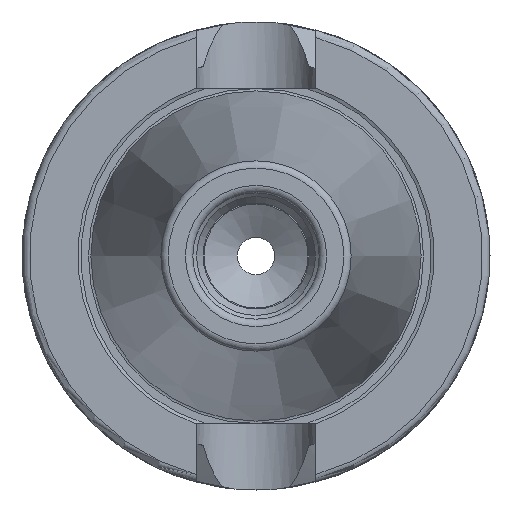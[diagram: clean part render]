
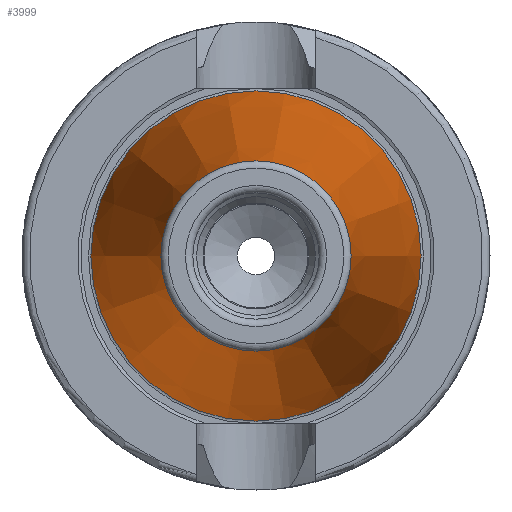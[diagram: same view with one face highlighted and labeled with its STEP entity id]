
A CAD part, left-side view. The second image highlights one B-rep face of the part: STEP entity #3999.
In plain terms, the highlighted conical face has half-angle 8.297 degrees and reference radius 17.519 mm.
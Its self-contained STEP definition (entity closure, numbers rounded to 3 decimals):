
#3965=CARTESIAN_POINT('',(-64.544,12.812,0.0));
#3966=VERTEX_POINT('',#3965);
#3967=CARTESIAN_POINT('',(-64.544,0.0,0.0));
#3968=DIRECTION('',(1.0,0.0,0.0));
#3969=DIRECTION('',(0.0,1.0,0.0));
#3970=AXIS2_PLACEMENT_3D('',#3967,#3968,#3969);
#3971=CIRCLE('',#3970,12.812);
#3972=EDGE_CURVE('',#3966,#3966,#3971,.T.);
#3980=CARTESIAN_POINT('',(-32.272,0.0,0.0));
#3981=DIRECTION('',(1.0,0.0,0.0));
#3982=DIRECTION('',(0.0,1.0,0.0));
#3983=AXIS2_PLACEMENT_3D('',#3980,#3981,#3982);
#3984=CONICAL_SURFACE('',#3983,17.519,8.297);
#3985=CARTESIAN_POINT('',(0.,22.225,0.0));
#3986=VERTEX_POINT('',#3985);
#3987=CARTESIAN_POINT('',(0.,0.0,0.0));
#3988=DIRECTION('',(1.0,0.0,0.0));
#3989=DIRECTION('',(0.0,1.0,0.0));
#3990=AXIS2_PLACEMENT_3D('',#3987,#3988,#3989);
#3991=CIRCLE('',#3990,22.225);
#3992=EDGE_CURVE('',#3986,#3986,#3991,.T.);
#3993=ORIENTED_EDGE('',*,*,#3992,.F.);
#3994=EDGE_LOOP('',(#3993));
#3995=FACE_OUTER_BOUND('',#3994,.T.);
#3996=ORIENTED_EDGE('',*,*,#3972,.T.);
#3997=EDGE_LOOP('',(#3996));
#3998=FACE_BOUND('',#3997,.T.);
#3999=ADVANCED_FACE('',(#3995,#3998),#3984,.T.);
